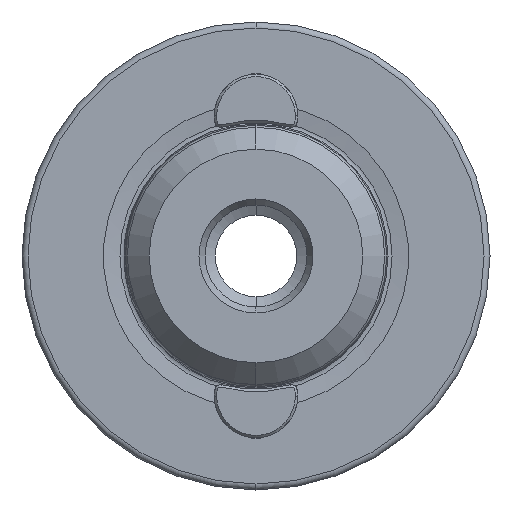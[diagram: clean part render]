
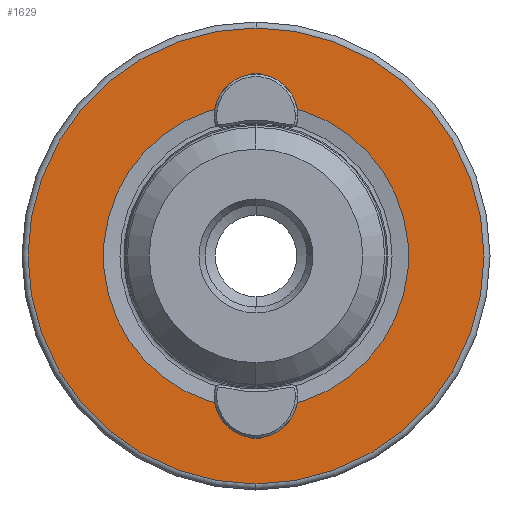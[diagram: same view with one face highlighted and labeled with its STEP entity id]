
A CAD part, left-side view. The second image highlights one B-rep face of the part: STEP entity #1629.
In plain terms, the highlighted planar face has unit normal (-1, 0, 0).
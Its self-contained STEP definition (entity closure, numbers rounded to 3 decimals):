
#4 = AXIS2_PLACEMENT_3D ( 'NONE', #1890, #883, #1884 ) ;
#63 = CARTESIAN_POINT ( 'NONE',  ( 0., 0., 15.2 ) ) ;
#86 = EDGE_CURVE ( 'NONE', #1482, #1634, #97, .T. ) ;
#97 = CIRCLE ( 'NONE', #4627, 2. ) ;
#193 = EDGE_CURVE ( 'NONE', #4654, #3690, #3808, .T. ) ;
#499 = AXIS2_PLACEMENT_3D ( 'NONE', #2509, #2494, #2602 ) ;
#883 = DIRECTION ( 'NONE',  ( -1., 0., 0. ) ) ;
#891 = CIRCLE ( 'NONE', #3189, 12.715 ) ;
#893 = DIRECTION ( 'NONE',  ( 0., 0., 1. ) ) ;
#923 = DIRECTION ( 'NONE',  ( -1., 0., 0. ) ) ;
#1060 = EDGE_LOOP ( 'NONE', ( #2915, #2918 ) ) ;
#1063 = CARTESIAN_POINT ( 'NONE',  ( 0., 0., 13.2 ) ) ;
#1281 = CARTESIAN_POINT ( 'NONE',  ( 0., 0., -12.715 ) ) ;
#1482 = VERTEX_POINT ( 'NONE', #2516 ) ;
#1535 = EDGE_CURVE ( 'NONE', #3690, #4654, #1845, .T. ) ;
#1559 = AXIS2_PLACEMENT_3D ( 'NONE', #3054, #3034, #3021 ) ;
#1629 = ADVANCED_FACE ( 'NONE', ( #1665, #1651 ), #4897, .F. ) ;
#1634 = VERTEX_POINT ( 'NONE', #4843 ) ;
#1651 = FACE_OUTER_BOUND ( 'NONE', #1060, .T. ) ;
#1665 = FACE_BOUND ( 'NONE', #3171, .T. ) ;
#1845 = CIRCLE ( 'NONE', #4, 19. ) ;
#1884 = DIRECTION ( 'NONE',  ( 0., 0., 1. ) ) ;
#1890 = CARTESIAN_POINT ( 'NONE',  ( 0., 0., 0. ) ) ;
#1929 = EDGE_CURVE ( 'NONE', #4904, #4471, #891, .T. ) ;
#1971 = CIRCLE ( 'NONE', #1559, 2. ) ;
#2306 = CIRCLE ( 'NONE', #4326, 2. ) ;
#2358 = CARTESIAN_POINT ( 'NONE',  ( 0., 0., -19. ) ) ;
#2426 = VERTEX_POINT ( 'NONE', #63 ) ;
#2494 = DIRECTION ( 'NONE',  ( -1., 0., 0. ) ) ;
#2509 = CARTESIAN_POINT ( 'NONE',  ( 0., 0., 0. ) ) ;
#2516 = CARTESIAN_POINT ( 'NONE',  ( 0., 1.899, -12.572 ) ) ;
#2570 = DIRECTION ( 'NONE',  ( 0., 0., 1. ) ) ;
#2581 = DIRECTION ( 'NONE',  ( -1., 0., 0. ) ) ;
#2598 = CARTESIAN_POINT ( 'NONE',  ( 0., 0., 0. ) ) ;
#2602 = DIRECTION ( 'NONE',  ( 0., 0., 1. ) ) ;
#2740 = ORIENTED_EDGE ( 'NONE', *, *, #4282, .F. ) ;
#2751 = DIRECTION ( 'NONE',  ( -1., 0., 0. ) ) ;
#2785 = ORIENTED_EDGE ( 'NONE', *, *, #4898, .F. ) ;
#2793 = ORIENTED_EDGE ( 'NONE', *, *, #3039, .F. ) ;
#2828 = CARTESIAN_POINT ( 'NONE',  ( 0., 0., -13.2 ) ) ;
#2853 = ORIENTED_EDGE ( 'NONE', *, *, #1929, .F. ) ;
#2860 = ORIENTED_EDGE ( 'NONE', *, *, #3833, .F. ) ;
#2904 = ORIENTED_EDGE ( 'NONE', *, *, #86, .F. ) ;
#2915 = ORIENTED_EDGE ( 'NONE', *, *, #1535, .T. ) ;
#2918 = ORIENTED_EDGE ( 'NONE', *, *, #193, .T. ) ;
#2990 = DIRECTION ( 'NONE',  ( 0., 0., 1. ) ) ;
#3021 = DIRECTION ( 'NONE',  ( 0., 0., 1. ) ) ;
#3034 = DIRECTION ( 'NONE',  ( -1., 0., 0. ) ) ;
#3039 = EDGE_CURVE ( 'NONE', #4471, #2426, #2306, .T. ) ;
#3054 = CARTESIAN_POINT ( 'NONE',  ( 0., 0., -13.2 ) ) ;
#3171 = EDGE_LOOP ( 'NONE', ( #2740, #2785, #2793, #2853, #2860, #2904 ) ) ;
#3189 = AXIS2_PLACEMENT_3D ( 'NONE', #2598, #2581, #2570 ) ;
#3447 = CARTESIAN_POINT ( 'NONE',  ( 0., 0., 13.2 ) ) ;
#3452 = DIRECTION ( 'NONE',  ( -1., 0., 0. ) ) ;
#3459 = DIRECTION ( 'NONE',  ( 0., 0., 1. ) ) ;
#3620 = CIRCLE ( 'NONE', #4930, 2. ) ;
#3671 = AXIS2_PLACEMENT_3D ( 'NONE', #1281, #4862, #4856 ) ;
#3690 = VERTEX_POINT ( 'NONE', #4289 ) ;
#3700 = CARTESIAN_POINT ( 'NONE',  ( 0., 0., 0. ) ) ;
#3734 = DIRECTION ( 'NONE',  ( -1., 0., 0. ) ) ;
#3808 = CIRCLE ( 'NONE', #4452, 19. ) ;
#3818 = DIRECTION ( 'NONE',  ( 0., 0., 1. ) ) ;
#3833 = EDGE_CURVE ( 'NONE', #1634, #4904, #1971, .T. ) ;
#4138 = CARTESIAN_POINT ( 'NONE',  ( 0., -1.899, -12.572 ) ) ;
#4183 = CARTESIAN_POINT ( 'NONE',  ( 0., 1.899, 12.572 ) ) ;
#4249 = CARTESIAN_POINT ( 'NONE',  ( 0., -1.899, 12.572 ) ) ;
#4282 = EDGE_CURVE ( 'NONE', #4464, #1482, #4700, .T. ) ;
#4289 = CARTESIAN_POINT ( 'NONE',  ( 0., 0., 19. ) ) ;
#4326 = AXIS2_PLACEMENT_3D ( 'NONE', #3447, #3452, #3459 ) ;
#4452 = AXIS2_PLACEMENT_3D ( 'NONE', #3700, #3734, #3818 ) ;
#4464 = VERTEX_POINT ( 'NONE', #4183 ) ;
#4471 = VERTEX_POINT ( 'NONE', #4249 ) ;
#4627 = AXIS2_PLACEMENT_3D ( 'NONE', #2828, #2751, #2990 ) ;
#4654 = VERTEX_POINT ( 'NONE', #2358 ) ;
#4700 = CIRCLE ( 'NONE', #499, 12.715 ) ;
#4843 = CARTESIAN_POINT ( 'NONE',  ( 0., 0., -15.2 ) ) ;
#4856 = DIRECTION ( 'NONE',  ( 0., 0., -1. ) ) ;
#4862 = DIRECTION ( 'NONE',  ( 1., 0., 0. ) ) ;
#4897 = PLANE ( 'NONE',  #3671 ) ;
#4898 = EDGE_CURVE ( 'NONE', #2426, #4464, #3620, .T. ) ;
#4904 = VERTEX_POINT ( 'NONE', #4138 ) ;
#4930 = AXIS2_PLACEMENT_3D ( 'NONE', #1063, #923, #893 ) ;
